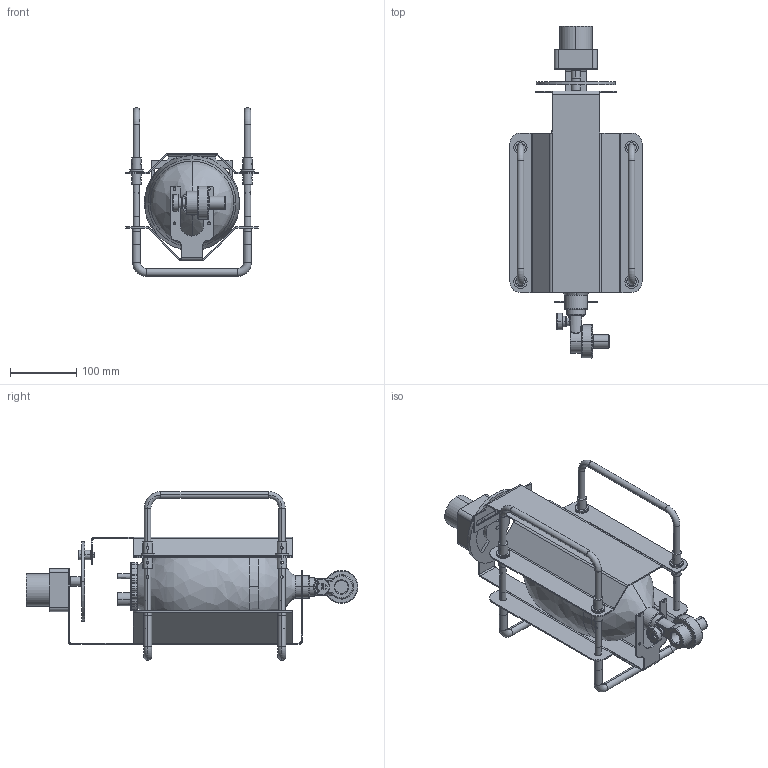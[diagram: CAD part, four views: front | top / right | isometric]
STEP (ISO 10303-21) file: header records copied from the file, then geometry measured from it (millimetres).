
FILE_DESCRIPTION(('CoCreate Modeling STEP Export'),'2;1');
FILE_NAME('RESP3.stp','2020-04-06T18:21:44',(''),(''),'CoCreate Modeling STEP processor for AP214 (Solid Model)','CoCreate Modeling 17.0 01-Apr-2010 (C) Parametric Technology GmbH','');
FILE_SCHEMA(('AUTOMOTIVE_DESIGN { 1 0 10303 214 1 1 1 1 }'));
Length unit declared in the file: millimetre
Products named in the file (15): boccola_top; Disk_pin_2; Ambubag2.STEP_Ambubag2_butelie_2; Ambubag2.STEP_Ambubag2_ambubag_part; Ambubag2.STEP_Ambubag2_AMBU_BAG1; a1; tubo_top.1.1; bussola1; p2; P2.1; p3.1; a3_Motor.1; Disk; Disk_pin; a2
Assembly tree (26 placements, depth 3):
  a2
    Disk_pin
    Disk
    a3_Motor.1
    tubo_top.1.1  x2
    p3.1  x2
    P2.1
    p2
    bussola1  x4
    boccola_top  x8
    a1
      Ambubag2.STEP_Ambubag2_AMBU_BAG1
      Ambubag2.STEP_Ambubag2_ambubag_part
      Ambubag2.STEP_Ambubag2_butelie_2
    Disk_pin_2
Bounding box: 200 x 501.94 x 255 mm (x, y, z)
Volume: 953824.7 mm3; surface area: 666170.5 mm2
Topology: 25 solids, 25 shells, 871 faces, 2368 edges, 1531 vertices
Faces by surface type: cylinder 398, plane 251, torus 133, extrusion 58, bspline 18, cone 10, sphere 3
Entity records: 34571 total; most frequent: CARTESIAN_POINT 17842, ORIENTED_EDGE 3820, DIRECTION 2839, EDGE_CURVE 1910, VERTEX_POINT 1237, AXIS2_PLACEMENT_3D 999, VECTOR 841, EDGE_LOOP 813
